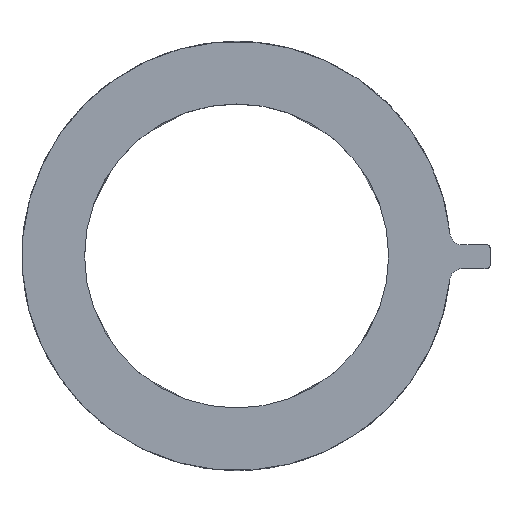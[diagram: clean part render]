
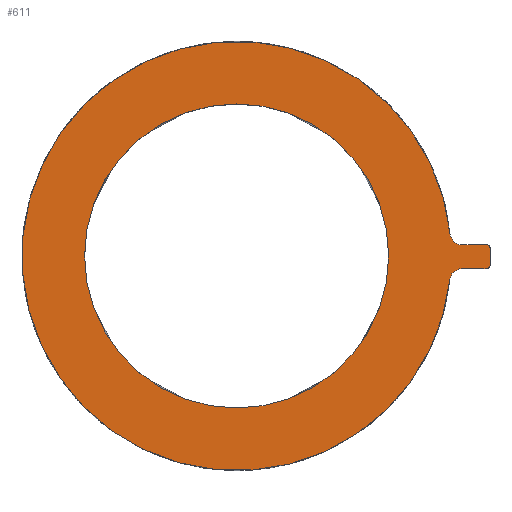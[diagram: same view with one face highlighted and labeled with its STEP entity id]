
A CAD part, top view. The second image highlights one B-rep face of the part: STEP entity #611.
In plain terms, the highlighted planar face has unit normal (0, 0, 1).
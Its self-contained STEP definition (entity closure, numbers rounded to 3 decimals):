
#15=FACE_BOUND('',#106,.T.);
#24=PLANE('',#664);
#78=FACE_OUTER_BOUND('',#105,.T.);
#105=EDGE_LOOP('',(#433,#434,#435,#436,#437,#438,#439,#440));
#106=EDGE_LOOP('',(#441));
#137=LINE('',#989,#172);
#138=LINE('',#992,#173);
#142=LINE('',#1004,#177);
#172=VECTOR('',#730,10.);
#173=VECTOR('',#733,10.);
#177=VECTOR('',#745,10.);
#202=CIRCLE('',#647,2.);
#208=CIRCLE('',#654,36.);
#210=CIRCLE('',#657,2.);
#211=CIRCLE('',#661,0.5);
#213=CIRCLE('',#665,0.5);
#214=CIRCLE('',#666,25.5);
#225=VERTEX_POINT('',#834);
#226=VERTEX_POINT('',#836);
#243=VERTEX_POINT('',#975);
#245=VERTEX_POINT('',#981);
#247=VERTEX_POINT('',#987);
#248=VERTEX_POINT('',#991);
#250=VERTEX_POINT('',#997);
#252=VERTEX_POINT('',#1003);
#254=VERTEX_POINT('',#1010);
#294=EDGE_CURVE('',#225,#226,#202,.T.);
#313=EDGE_CURVE('',#225,#243,#208,.F.);
#316=EDGE_CURVE('',#245,#243,#210,.T.);
#319=EDGE_CURVE('',#245,#247,#137,.T.);
#320=EDGE_CURVE('',#248,#226,#138,.T.);
#323=EDGE_CURVE('',#248,#250,#211,.T.);
#326=EDGE_CURVE('',#252,#250,#142,.F.);
#329=EDGE_CURVE('',#252,#247,#213,.T.);
#330=EDGE_CURVE('',#254,#254,#214,.F.);
#433=ORIENTED_EDGE('',*,*,#320,.T.);
#434=ORIENTED_EDGE('',*,*,#294,.F.);
#435=ORIENTED_EDGE('',*,*,#313,.T.);
#436=ORIENTED_EDGE('',*,*,#316,.F.);
#437=ORIENTED_EDGE('',*,*,#319,.T.);
#438=ORIENTED_EDGE('',*,*,#329,.F.);
#439=ORIENTED_EDGE('',*,*,#326,.T.);
#440=ORIENTED_EDGE('',*,*,#323,.F.);
#441=ORIENTED_EDGE('',*,*,#330,.T.);
#611=ADVANCED_FACE('',(#78,#15),#24,.F.);
#647=AXIS2_PLACEMENT_3D('',#837,#701,#702);
#654=AXIS2_PLACEMENT_3D('',#977,#717,#718);
#657=AXIS2_PLACEMENT_3D('',#983,#724,#725);
#661=AXIS2_PLACEMENT_3D('',#998,#738,#739);
#664=AXIS2_PLACEMENT_3D('',#1008,#748,#749);
#665=AXIS2_PLACEMENT_3D('',#1009,#750,#751);
#666=AXIS2_PLACEMENT_3D('',#1011,#752,#753);
#701=DIRECTION('center_axis',(0.,0.,
1.));
#702=DIRECTION('ref_axis',(-0.67,-0.742,0.));
#717=DIRECTION('center_axis',(0.,0.,
-1.));
#718=DIRECTION('ref_axis',(0.,1.,0.));
#724=DIRECTION('center_axis',(0.,0.,
1.));
#725=DIRECTION('ref_axis',(-0.668,0.745,0.));
#730=DIRECTION('',(1.,0.,0.));
#733=DIRECTION('',(-1.,0.,0.));
#738=DIRECTION('center_axis',(0.,0.,
-1.));
#739=DIRECTION('ref_axis',(0.707,0.707,0.));
#745=DIRECTION('',(0.,-1.,0.));
#748=DIRECTION('center_axis',(0.,0.,
-1.));
#749=DIRECTION('ref_axis',(0.,1.,0.));
#750=DIRECTION('center_axis',(0.,0.,
-1.));
#751=DIRECTION('ref_axis',(0.707,-0.707,0.));
#752=DIRECTION('center_axis',(0.,0.,
1.));
#753=DIRECTION('ref_axis',(0.,1.,0.));
#834=CARTESIAN_POINT('',(35.652,3.796,-17.022));
#836=CARTESIAN_POINT('',(37.642,2.,-17.022));
#837=CARTESIAN_POINT('Origin',(37.642,4.,-17.022));
#975=CARTESIAN_POINT('',(35.626,-3.783,-17.022));
#977=CARTESIAN_POINT('Origin',(-0.161,0.132,-17.022));
#981=CARTESIAN_POINT('',(37.614,-2.,-17.022));
#983=CARTESIAN_POINT('Origin',(37.614,-4.,-17.022));
#987=CARTESIAN_POINT('',(41.839,-2.,-17.022));
#989=CARTESIAN_POINT('',(21.964,-2.,-17.022));
#991=CARTESIAN_POINT('',(41.839,2.,-17.022));
#992=CARTESIAN_POINT('',(19.438,2.,-17.022));
#997=CARTESIAN_POINT('',(42.339,1.5,-17.022));
#998=CARTESIAN_POINT('Origin',(41.839,1.5,-17.022));
#1003=CARTESIAN_POINT('',(42.339,-1.5,-17.022));
#1004=CARTESIAN_POINT('',(42.339,1.066,-17.022));
#1008=CARTESIAN_POINT('Origin',(5.589,0.132,-17.022));
#1009=CARTESIAN_POINT('Origin',(41.839,-1.5,-17.022));
#1010=CARTESIAN_POINT('',(-0.161,-25.368,-17.022));
#1011=CARTESIAN_POINT('Origin',(-0.161,0.132,-17.022));
